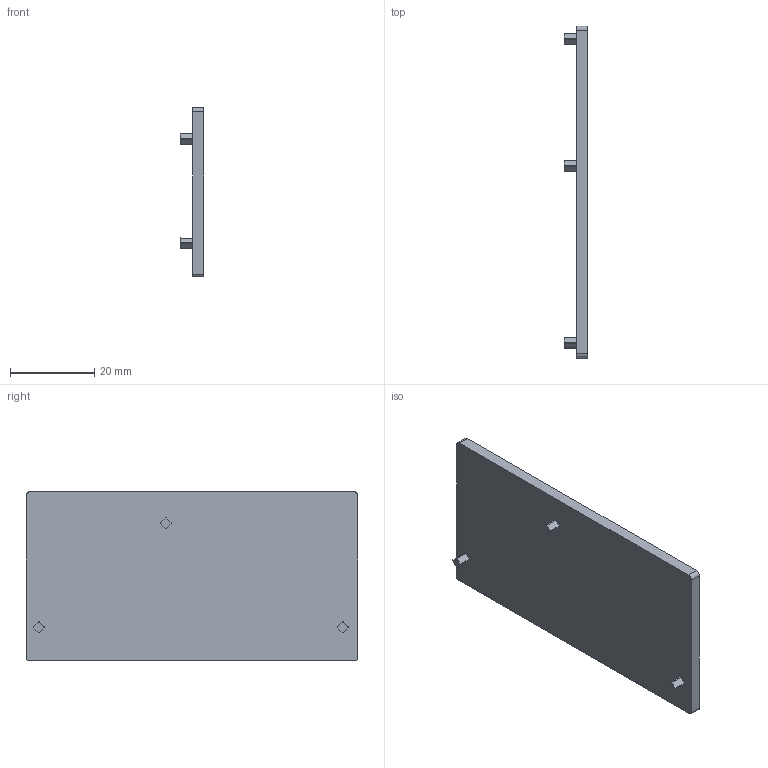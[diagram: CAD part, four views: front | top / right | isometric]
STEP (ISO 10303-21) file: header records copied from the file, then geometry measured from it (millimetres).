
FILE_DESCRIPTION(('CATIA V5R20 STEP214'),'2;1');
FILE_NAME ('342616_2', '2014-11-04T10:28:56+00:00', ('Weidmueller Interface'), ('Weidmueller'), 'CATIA Version 5 Release 20 SP 5 (IN-10)', 'CATIA V5 STEP AP214', 'none');
FILE_SCHEMA(('AUTOMOTIVE_DESIGN { 1 0 10303 214 1 1 1 1 }'));
Length unit declared in the file: millimetre
Products named in the file (1): 1896290000_PAP_16
Bounding box: 5.7 x 78.8 x 40.1 mm (x, y, z)
Volume: 8564.1 mm3; surface area: 7024.4 mm2
Topology: 1 solids, 1 shells, 37 faces, 96 edges, 64 vertices
Faces by surface type: plane 21, cylinder 16
Entity records: 1122 total; most frequent: CARTESIAN_POINT 196, ORIENTED_EDGE 192, DIRECTION 166, EDGE_CURVE 96, AXIS2_PLACEMENT_3D 68, VECTOR 64, LINE 64, VERTEX_POINT 64
